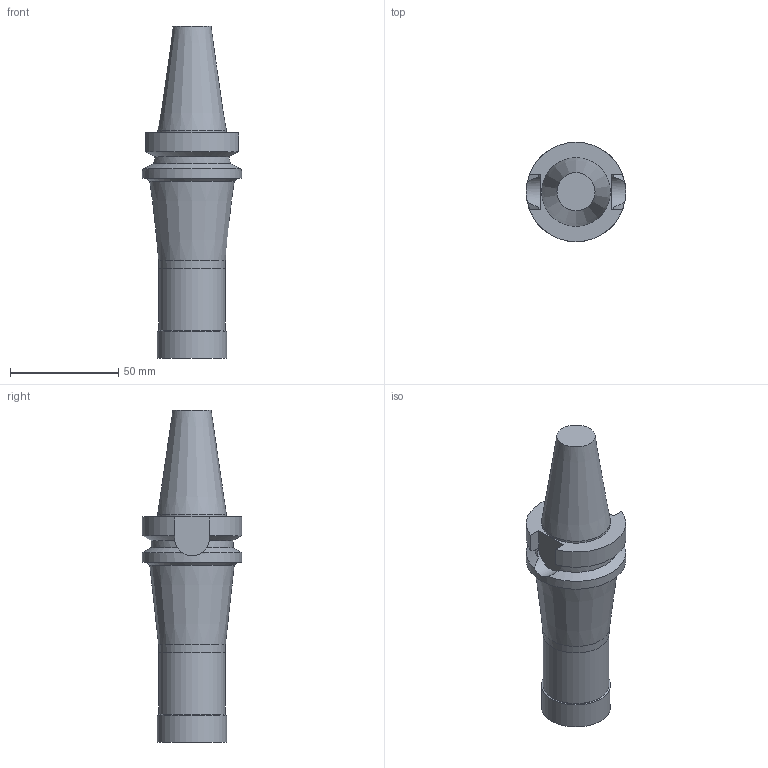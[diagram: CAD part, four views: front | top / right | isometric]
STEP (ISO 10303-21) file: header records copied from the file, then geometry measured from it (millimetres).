
FILE_DESCRIPTION((''),'1');
FILE_NAME('BBT30-FCR32103-105.stp','2022-11-15T02:50:39',(''),(''),'Spatial Interop R21 SP3','Kubotek KeyCreator 2011 V10.0.2 (22737)',' ');
FILE_SCHEMA(('automotive_design'));
Length unit declared in the file: millimetre
Products named in the file (2): 240[2]; 241[3]
Bounding box: 46 x 46 x 153.4 mm (x, y, z)
Volume: 132966.1 mm3; surface area: 20980.6 mm2
Topology: 2 solids, 2 shells, 36 faces, 79 edges, 50 vertices
Faces by surface type: plane 13, cone 13, cylinder 10
Full cylindrical faces by diameter (mm): 30.5 x1, 31.75 x1, 32 x1, 46 x1
Entity records: 2060 total; most frequent: CARTESIAN_POINT 526, DIRECTION 152, PRESENTATION_STYLE_ASSIGNMENT 141, COLOUR_RGB 141, ORIENTED_EDGE 130, STYLED_ITEM 103, CURVE_STYLE 103, DRAUGHTING_PRE_DEFINED_CURVE_FONT 103
